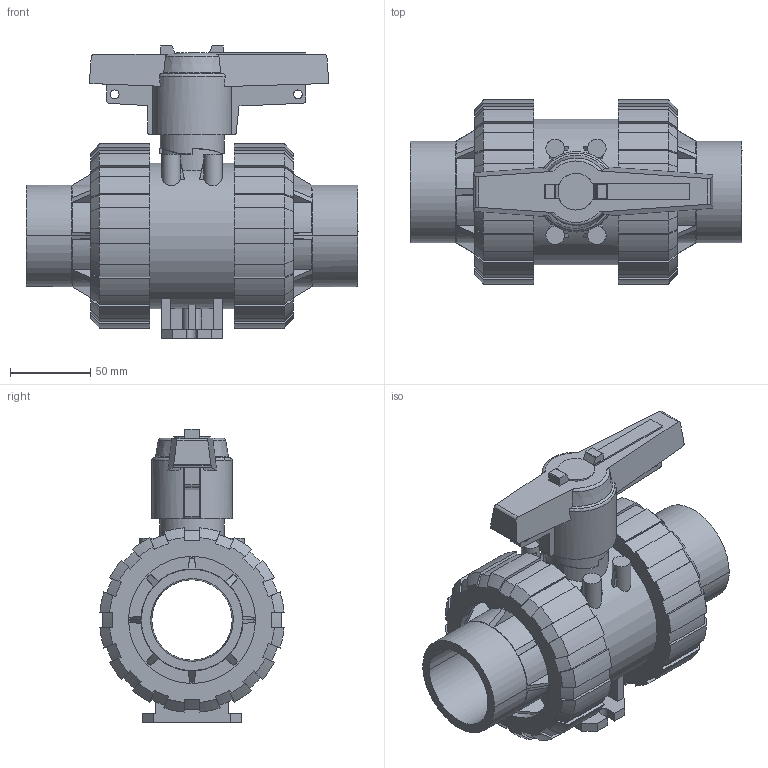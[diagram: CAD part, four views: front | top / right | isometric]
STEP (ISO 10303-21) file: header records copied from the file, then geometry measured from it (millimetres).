
FILE_DESCRIPTION((''),'2;1');
FILE_NAME('PV10053G063.stp','2022-02-16T14:04:03',('RL'),(''),'Autodesk Inventor 2012','Autodesk Inventor 2012','');
FILE_SCHEMA(('AUTOMOTIVE_DESIGN { 1 0 10303 214 1 1 1 1 }'));
Length unit declared in the file: millimetre
Products named in the file (1): PV10053G063
Bounding box: 206.5 x 114.61 x 182.67 mm (x, y, z)
Volume: 1045787.5 mm3; surface area: 225013.6 mm2
Topology: 6 solids, 6 shells, 485 faces, 1400 edges, 934 vertices
Faces by surface type: plane 248, cylinder 105, cone 92, bspline 32, torus 8
Full cylindrical faces by diameter (mm): 5.5 x2, 11.4 x4, 40 x1, 50 x1, 79 x2, 90.4 x3
Entity records: 17096 total; most frequent: CARTESIAN_POINT 4807, ORIENTED_EDGE 2756, DIRECTION 2344, EDGE_CURVE 1378, VERTEX_POINT 926, AXIS2_PLACEMENT_3D 824, VECTOR 696, LINE 696
